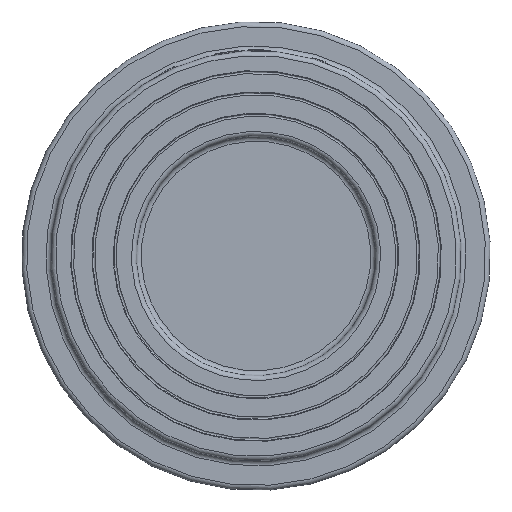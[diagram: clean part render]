
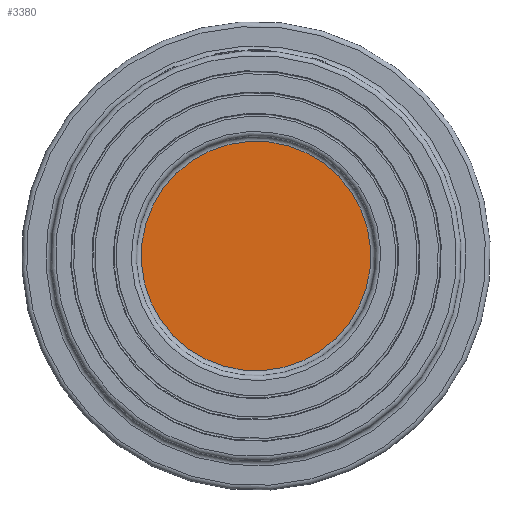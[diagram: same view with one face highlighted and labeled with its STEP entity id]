
A CAD part, front view. The second image highlights one B-rep face of the part: STEP entity #3380.
In plain terms, the highlighted planar face has unit normal (0, -1, 0).
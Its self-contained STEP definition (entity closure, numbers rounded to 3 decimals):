
#358=PLANE('',#3777);
#501=FACE_OUTER_BOUND('',#723,.T.);
#723=EDGE_LOOP('',(#2708));
#1226=CIRCLE('',#3776,23.5);
#1522=VERTEX_POINT('',#6437);
#1929=EDGE_CURVE('',#1522,#1522,#1226,.T.);
#2708=ORIENTED_EDGE('',*,*,#1929,.F.);
#3380=ADVANCED_FACE('',(#501),#358,.F.);
#3776=AXIS2_PLACEMENT_3D('',#6439,#4537,#4538);
#3777=AXIS2_PLACEMENT_3D('',#6440,#4539,#4540);
#4537=DIRECTION('center_axis',(0.,1.,0.));
#4538=DIRECTION('ref_axis',(-1.,0.,0.));
#4539=DIRECTION('center_axis',(0.,1.,0.));
#4540=DIRECTION('ref_axis',(0.,0.,1.));
#6437=CARTESIAN_POINT('',(0.,5.1,23.5));
#6439=CARTESIAN_POINT('Origin',(0.,5.1,0.));
#6440=CARTESIAN_POINT('Origin',(0.,5.1,0.));
